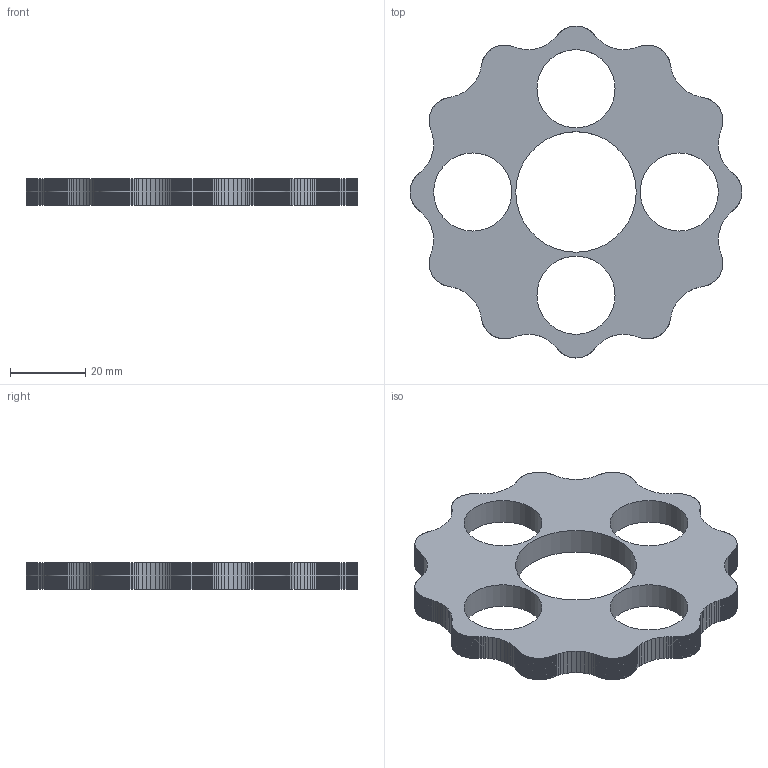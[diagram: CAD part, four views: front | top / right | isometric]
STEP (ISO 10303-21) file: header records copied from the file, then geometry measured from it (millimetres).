
FILE_DESCRIPTION(('FreeCAD Model'),'2;1');
FILE_NAME('Open CASCADE Shape Model','2024-10-31T21:28:43',('Author'),( ''),'Open CASCADE STEP processor 7.6','FreeCAD','Unknown');
FILE_SCHEMA(('AUTOMOTIVE_DESIGN { 1 0 10303 214 1 1 1 1 }'));
Length unit declared in the file: millimetre
Products named in the file (1): Shape
Bounding box: 88.42 x 88.42 x 7 mm (x, y, z)
Volume: 23301 mm3; surface area: 11239.6 mm2
Topology: 1 solids, 1 shells, 807 faces, 2415 edges, 1610 vertices
Faces by surface type: plane 802, cylinder 5
Full cylindrical faces by diameter (mm): 20.815 x4, 32.1 x1
Entity records: 26641 total; most frequent: CARTESIAN_POINT 4833, ORIENTED_EDGE 4830, DIRECTION 4041, EDGE_CURVE 2415, LINE 2405, VECTOR 2405, VERTEX_POINT 1610, AXIS2_PLACEMENT_3D 818
